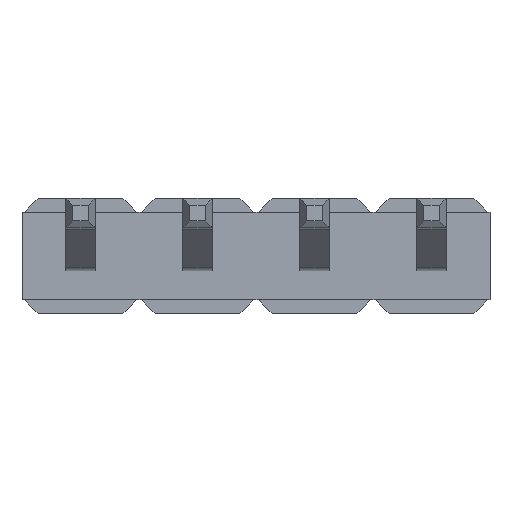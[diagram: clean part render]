
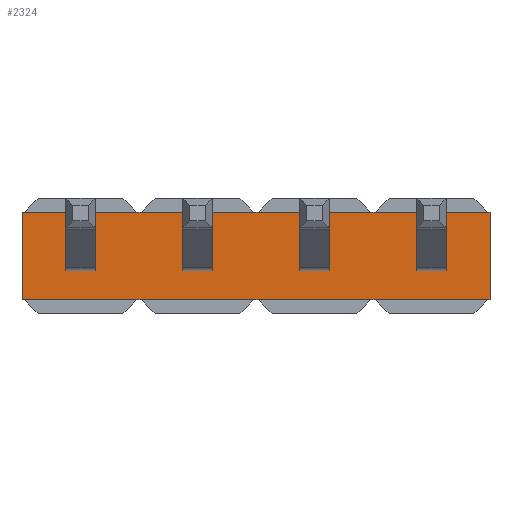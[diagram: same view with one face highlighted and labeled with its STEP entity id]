
A CAD part, front view. The second image highlights one B-rep face of the part: STEP entity #2324.
In plain terms, the highlighted planar face has unit normal (0, -1, 0).
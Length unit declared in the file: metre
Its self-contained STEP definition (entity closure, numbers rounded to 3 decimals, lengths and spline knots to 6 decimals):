
#92=ORIENTED_EDGE('',*,*,#719,.T.);
#93=ORIENTED_EDGE('',*,*,#720,.T.);
#94=ORIENTED_EDGE('',*,*,#721,.T.);
#95=ORIENTED_EDGE('',*,*,#722,.T.);
#96=ORIENTED_EDGE('',*,*,#723,.T.);
#97=ORIENTED_EDGE('',*,*,#724,.T.);
#98=ORIENTED_EDGE('',*,*,#725,.T.);
#99=ORIENTED_EDGE('',*,*,#726,.T.);
#100=ORIENTED_EDGE('',*,*,#727,.F.);
#101=ORIENTED_EDGE('',*,*,#728,.F.);
#102=ORIENTED_EDGE('',*,*,#729,.T.);
#103=ORIENTED_EDGE('',*,*,#730,.F.);
#104=ORIENTED_EDGE('',*,*,#731,.T.);
#105=ORIENTED_EDGE('',*,*,#732,.F.);
#106=ORIENTED_EDGE('',*,*,#733,.T.);
#107=ORIENTED_EDGE('',*,*,#734,.F.);
#108=ORIENTED_EDGE('',*,*,#735,.T.);
#109=ORIENTED_EDGE('',*,*,#736,.F.);
#110=ORIENTED_EDGE('',*,*,#737,.F.);
#111=ORIENTED_EDGE('',*,*,#738,.T.);
#112=ORIENTED_EDGE('',*,*,#739,.T.);
#113=ORIENTED_EDGE('',*,*,#740,.T.);
#114=ORIENTED_EDGE('',*,*,#741,.T.);
#115=ORIENTED_EDGE('',*,*,#742,.T.);
#116=ORIENTED_EDGE('',*,*,#743,.T.);
#117=ORIENTED_EDGE('',*,*,#744,.T.);
#118=ORIENTED_EDGE('',*,*,#745,.T.);
#119=ORIENTED_EDGE('',*,*,#746,.T.);
#120=ORIENTED_EDGE('',*,*,#712,.T.);
#121=ORIENTED_EDGE('',*,*,#718,.T.);
#122=ORIENTED_EDGE('',*,*,#716,.T.);
#123=ORIENTED_EDGE('',*,*,#714,.T.);
#124=ORIENTED_EDGE('',*,*,#747,.T.);
#125=ORIENTED_EDGE('',*,*,#748,.T.);
#126=ORIENTED_EDGE('',*,*,#749,.T.);
#127=ORIENTED_EDGE('',*,*,#750,.T.);
#712=EDGE_CURVE('',#1029,#1028,#1232,.T.);
#714=EDGE_CURVE('',#1030,#1029,#1234,.T.);
#716=EDGE_CURVE('',#1031,#1030,#1236,.T.);
#718=EDGE_CURVE('',#1028,#1031,#1238,.T.);
#719=EDGE_CURVE('',#1032,#1033,#1239,.T.);
#720=EDGE_CURVE('',#1033,#1034,#1240,.T.);
#721=EDGE_CURVE('',#1034,#1035,#1241,.T.);
#722=EDGE_CURVE('',#1035,#1036,#1242,.T.);
#723=EDGE_CURVE('',#1036,#1037,#1243,.T.);
#724=EDGE_CURVE('',#1037,#1038,#1244,.T.);
#725=EDGE_CURVE('',#1038,#1039,#1245,.T.);
#726=EDGE_CURVE('',#1039,#1040,#1246,.T.);
#727=EDGE_CURVE('',#1041,#1040,#1247,.T.);
#728=EDGE_CURVE('',#1042,#1041,#1248,.T.);
#729=EDGE_CURVE('',#1042,#1043,#1249,.T.);
#730=EDGE_CURVE('',#1012,#1043,#1250,.T.);
#731=EDGE_CURVE('',#1012,#1044,#1251,.T.);
#732=EDGE_CURVE('',#1045,#1044,#1252,.T.);
#733=EDGE_CURVE('',#1045,#1046,#1253,.T.);
#734=EDGE_CURVE('',#1047,#1046,#1254,.T.);
#735=EDGE_CURVE('',#1047,#1048,#1255,.T.);
#736=EDGE_CURVE('',#1049,#1048,#1256,.T.);
#737=EDGE_CURVE('',#1050,#1049,#1257,.T.);
#738=EDGE_CURVE('',#1050,#1032,#1258,.T.);
#739=EDGE_CURVE('',#1051,#1052,#1259,.T.);
#740=EDGE_CURVE('',#1052,#1053,#1260,.T.);
#741=EDGE_CURVE('',#1053,#1054,#1261,.T.);
#742=EDGE_CURVE('',#1054,#1051,#1262,.T.);
#743=EDGE_CURVE('',#1055,#1056,#1263,.T.);
#744=EDGE_CURVE('',#1056,#1057,#1264,.T.);
#745=EDGE_CURVE('',#1057,#1058,#1265,.T.);
#746=EDGE_CURVE('',#1058,#1055,#1266,.T.);
#747=EDGE_CURVE('',#1059,#1060,#1267,.T.);
#748=EDGE_CURVE('',#1060,#1061,#1268,.T.);
#749=EDGE_CURVE('',#1061,#1062,#1269,.T.);
#750=EDGE_CURVE('',#1062,#1059,#1270,.T.);
#1012=VERTEX_POINT('',#3820);
#1028=VERTEX_POINT('',#3859);
#1029=VERTEX_POINT('',#3861);
#1030=VERTEX_POINT('',#3865);
#1031=VERTEX_POINT('',#3869);
#1032=VERTEX_POINT('',#3875);
#1033=VERTEX_POINT('',#3876);
#1034=VERTEX_POINT('',#3878);
#1035=VERTEX_POINT('',#3880);
#1036=VERTEX_POINT('',#3882);
#1037=VERTEX_POINT('',#3884);
#1038=VERTEX_POINT('',#3886);
#1039=VERTEX_POINT('',#3888);
#1040=VERTEX_POINT('',#3890);
#1041=VERTEX_POINT('',#3892);
#1042=VERTEX_POINT('',#3894);
#1043=VERTEX_POINT('',#3896);
#1044=VERTEX_POINT('',#3899);
#1045=VERTEX_POINT('',#3901);
#1046=VERTEX_POINT('',#3903);
#1047=VERTEX_POINT('',#3905);
#1048=VERTEX_POINT('',#3907);
#1049=VERTEX_POINT('',#3909);
#1050=VERTEX_POINT('',#3911);
#1051=VERTEX_POINT('',#3914);
#1052=VERTEX_POINT('',#3915);
#1053=VERTEX_POINT('',#3917);
#1054=VERTEX_POINT('',#3919);
#1055=VERTEX_POINT('',#3922);
#1056=VERTEX_POINT('',#3923);
#1057=VERTEX_POINT('',#3925);
#1058=VERTEX_POINT('',#3927);
#1059=VERTEX_POINT('',#3930);
#1060=VERTEX_POINT('',#3931);
#1061=VERTEX_POINT('',#3933);
#1062=VERTEX_POINT('',#3935);
#1232=LINE('',#3860,#1544);
#1234=LINE('',#3864,#1546);
#1236=LINE('',#3868,#1548);
#1238=LINE('',#3872,#1550);
#1239=LINE('',#3874,#1551);
#1240=LINE('',#3877,#1552);
#1241=LINE('',#3879,#1553);
#1242=LINE('',#3881,#1554);
#1243=LINE('',#3883,#1555);
#1244=LINE('',#3885,#1556);
#1245=LINE('',#3887,#1557);
#1246=LINE('',#3889,#1558);
#1247=LINE('',#3891,#1559);
#1248=LINE('',#3893,#1560);
#1249=LINE('',#3895,#1561);
#1250=LINE('',#3897,#1562);
#1251=LINE('',#3898,#1563);
#1252=LINE('',#3900,#1564);
#1253=LINE('',#3902,#1565);
#1254=LINE('',#3904,#1566);
#1255=LINE('',#3906,#1567);
#1256=LINE('',#3908,#1568);
#1257=LINE('',#3910,#1569);
#1258=LINE('',#3912,#1570);
#1259=LINE('',#3913,#1571);
#1260=LINE('',#3916,#1572);
#1261=LINE('',#3918,#1573);
#1262=LINE('',#3920,#1574);
#1263=LINE('',#3921,#1575);
#1264=LINE('',#3924,#1576);
#1265=LINE('',#3926,#1577);
#1266=LINE('',#3928,#1578);
#1267=LINE('',#3929,#1579);
#1268=LINE('',#3932,#1580);
#1269=LINE('',#3934,#1581);
#1270=LINE('',#3936,#1582);
#1544=VECTOR('',#3255,1.);
#1546=VECTOR('',#3259,1.);
#1548=VECTOR('',#3263,1.);
#1550=VECTOR('',#3267,1.);
#1551=VECTOR('',#3270,1.);
#1552=VECTOR('',#3271,1.);
#1553=VECTOR('',#3272,1.);
#1554=VECTOR('',#3273,1.);
#1555=VECTOR('',#3274,1.);
#1556=VECTOR('',#3275,1.);
#1557=VECTOR('',#3276,1.);
#1558=VECTOR('',#3277,1.);
#1559=VECTOR('',#3278,1.);
#1560=VECTOR('',#3279,1.);
#1561=VECTOR('',#3280,1.);
#1562=VECTOR('',#3281,1.);
#1563=VECTOR('',#3282,1.);
#1564=VECTOR('',#3283,1.);
#1565=VECTOR('',#3284,1.);
#1566=VECTOR('',#3285,1.);
#1567=VECTOR('',#3286,1.);
#1568=VECTOR('',#3287,1.);
#1569=VECTOR('',#3288,1.);
#1570=VECTOR('',#3289,1.);
#1571=VECTOR('',#3290,1.);
#1572=VECTOR('',#3291,1.);
#1573=VECTOR('',#3292,1.);
#1574=VECTOR('',#3293,1.);
#1575=VECTOR('',#3294,1.);
#1576=VECTOR('',#3295,1.);
#1577=VECTOR('',#3296,1.);
#1578=VECTOR('',#3297,1.);
#1579=VECTOR('',#3298,1.);
#1580=VECTOR('',#3299,1.);
#1581=VECTOR('',#3300,1.);
#1582=VECTOR('',#3301,1.);
#1839=EDGE_LOOP('',(#92,#93,#94,#95,#96,#97,#98,#99,#100,#101,#102,#103,
#104,#105,#106,#107,#108,#109,#110,#111));
#1840=EDGE_LOOP('',(#112,#113,#114,#115));
#1841=EDGE_LOOP('',(#116,#117,#118,#119));
#1842=EDGE_LOOP('',(#120,#121,#122,#123));
#1843=EDGE_LOOP('',(#124,#125,#126,#127));
#1971=FACE_BOUND('',#1839,.T.);
#1972=FACE_BOUND('',#1840,.T.);
#1973=FACE_BOUND('',#1841,.T.);
#1974=FACE_BOUND('',#1842,.T.);
#1975=FACE_BOUND('',#1843,.T.);
#2102=PLANE('',#3088);
#2324=ADVANCED_FACE('',(#1971,#1972,#1973,#1974,#1975),#2102,.F.);
#3088=AXIS2_PLACEMENT_3D('',#3873,#3268,#3269);
#3255=DIRECTION('',(1.,0.,0.));
#3259=DIRECTION('',(0.,0.,1.));
#3263=DIRECTION('',(-1.,0.,0.));
#3267=DIRECTION('',(0.,0.,-1.));
#3268=DIRECTION('',(0.,1.,0.));
#3269=DIRECTION('',(0.,0.,1.));
#3270=DIRECTION('',(-1.,0.,0.));
#3271=DIRECTION('',(-1.,0.,0.));
#3272=DIRECTION('',(-1.,0.,0.));
#3273=DIRECTION('',(-1.,0.,0.));
#3274=DIRECTION('',(-1.,0.,0.));
#3275=DIRECTION('',(-1.,0.,0.));
#3276=DIRECTION('',(-1.,0.,0.));
#3277=DIRECTION('',(-1.,0.,0.));
#3278=DIRECTION('',(1.,0.,0.));
#3279=DIRECTION('',(0.,0.,1.));
#3280=DIRECTION('',(1.,0.,0.));
#3281=DIRECTION('',(-1.,0.,0.));
#3282=DIRECTION('',(1.,0.,0.));
#3283=DIRECTION('',(-1.,0.,0.));
#3284=DIRECTION('',(1.,0.,0.));
#3285=DIRECTION('',(-1.,0.,0.));
#3286=DIRECTION('',(1.,0.,0.));
#3287=DIRECTION('',(-1.,0.,0.));
#3288=DIRECTION('',(-1.,0.,0.));
#3289=DIRECTION('',(0.,0.,1.));
#3290=DIRECTION('',(1.,0.,0.));
#3291=DIRECTION('',(0.,0.,-1.));
#3292=DIRECTION('',(-1.,0.,0.));
#3293=DIRECTION('',(0.,0.,1.));
#3294=DIRECTION('',(1.,0.,0.));
#3295=DIRECTION('',(0.,0.,-1.));
#3296=DIRECTION('',(-1.,0.,0.));
#3297=DIRECTION('',(0.,0.,1.));
#3298=DIRECTION('',(1.,0.,0.));
#3299=DIRECTION('',(0.,0.,-1.));
#3300=DIRECTION('',(-1.,0.,0.));
#3301=DIRECTION('',(0.,0.,1.));
#3820=CARTESIAN_POINT('',(0.00122,-0.0005,0.0003));
#3859=CARTESIAN_POINT('',(0.00032,-0.0005,0.00157));
#3860=CARTESIAN_POINT('',(-0.00032,-0.0005,0.00157));
#3861=CARTESIAN_POINT('',(-0.00032,-0.0005,0.00157));
#3864=CARTESIAN_POINT('',(-0.00032,-0.0005,0.00093));
#3865=CARTESIAN_POINT('',(-0.00032,-0.0005,0.00093));
#3868=CARTESIAN_POINT('',(0.00032,-0.0005,0.00093));
#3869=CARTESIAN_POINT('',(0.00032,-0.0005,0.00093));
#3872=CARTESIAN_POINT('',(0.00032,-0.0005,0.00157));
#3873=CARTESIAN_POINT('',(0.00127,-0.0005,0.0003));
#3874=CARTESIAN_POINT('',(0.00127,-0.0005,0.0022));
#3875=CARTESIAN_POINT('',(0.00889,-0.0005,0.0022));
#3876=CARTESIAN_POINT('',(0.00884,-0.0005,0.0022));
#3877=CARTESIAN_POINT('',(0.00127,-0.0005,0.0022));
#3878=CARTESIAN_POINT('',(0.0064,-0.0005,0.0022));
#3879=CARTESIAN_POINT('',(0.00127,-0.0005,0.0022));
#3880=CARTESIAN_POINT('',(0.0063,-0.0005,0.0022));
#3881=CARTESIAN_POINT('',(0.00127,-0.0005,0.0022));
#3882=CARTESIAN_POINT('',(0.00386,-0.0005,0.0022));
#3883=CARTESIAN_POINT('',(0.00127,-0.0005,0.0022));
#3884=CARTESIAN_POINT('',(0.00376,-0.0005,0.0022));
#3885=CARTESIAN_POINT('',(0.00127,-0.0005,0.0022));
#3886=CARTESIAN_POINT('',(0.00132,-0.0005,0.0022));
#3887=CARTESIAN_POINT('',(0.00127,-0.0005,0.0022));
#3888=CARTESIAN_POINT('',(0.00122,-0.0005,0.0022));
#3889=CARTESIAN_POINT('',(0.00122,-0.0005,0.0022));
#3890=CARTESIAN_POINT('',(-0.00122,-0.0005,0.0022));
#3891=CARTESIAN_POINT('',(0.00127,-0.0005,0.0022));
#3892=CARTESIAN_POINT('',(-0.00127,-0.0005,0.0022));
#3893=CARTESIAN_POINT('',(-0.00127,-0.0005,0.0003));
#3894=CARTESIAN_POINT('',(-0.00127,-0.0005,0.0003));
#3895=CARTESIAN_POINT('',(0.00127,-0.0005,0.0003));
#3896=CARTESIAN_POINT('',(-0.00122,-0.0005,0.0003));
#3897=CARTESIAN_POINT('',(0.00122,-0.0005,0.0003));
#3898=CARTESIAN_POINT('',(0.00127,-0.0005,0.0003));
#3899=CARTESIAN_POINT('',(0.00132,-0.0005,0.0003));
#3900=CARTESIAN_POINT('',(0.00127,-0.0005,0.0003));
#3901=CARTESIAN_POINT('',(0.00376,-0.0005,0.0003));
#3902=CARTESIAN_POINT('',(0.00127,-0.0005,0.0003));
#3903=CARTESIAN_POINT('',(0.00386,-0.0005,0.0003));
#3904=CARTESIAN_POINT('',(0.00127,-0.0005,0.0003));
#3905=CARTESIAN_POINT('',(0.0063,-0.0005,0.0003));
#3906=CARTESIAN_POINT('',(0.00127,-0.0005,0.0003));
#3907=CARTESIAN_POINT('',(0.0064,-0.0005,0.0003));
#3908=CARTESIAN_POINT('',(0.00127,-0.0005,0.0003));
#3909=CARTESIAN_POINT('',(0.00884,-0.0005,0.0003));
#3910=CARTESIAN_POINT('',(0.00127,-0.0005,0.0003));
#3911=CARTESIAN_POINT('',(0.00889,-0.0005,0.0003));
#3912=CARTESIAN_POINT('',(0.00889,-0.0005,0.0003));
#3913=CARTESIAN_POINT('',(0.00127,-0.0005,0.00157));
#3914=CARTESIAN_POINT('',(0.00222,-0.0005,0.00157));
#3915=CARTESIAN_POINT('',(0.00286,-0.0005,0.00157));
#3916=CARTESIAN_POINT('',(0.00286,-0.0005,0.00157));
#3917=CARTESIAN_POINT('',(0.00286,-0.0005,0.00093));
#3918=CARTESIAN_POINT('',(0.00127,-0.0005,0.00093));
#3919=CARTESIAN_POINT('',(0.00222,-0.0005,0.00093));
#3920=CARTESIAN_POINT('',(0.00222,-0.0005,0.00093));
#3921=CARTESIAN_POINT('',(0.00127,-0.0005,0.00157));
#3922=CARTESIAN_POINT('',(0.00476,-0.0005,0.00157));
#3923=CARTESIAN_POINT('',(0.0054,-0.0005,0.00157));
#3924=CARTESIAN_POINT('',(0.0054,-0.0005,0.00157));
#3925=CARTESIAN_POINT('',(0.0054,-0.0005,0.00093));
#3926=CARTESIAN_POINT('',(0.00127,-0.0005,0.00093));
#3927=CARTESIAN_POINT('',(0.00476,-0.0005,0.00093));
#3928=CARTESIAN_POINT('',(0.00476,-0.0005,0.00093));
#3929=CARTESIAN_POINT('',(0.00127,-0.0005,0.00157));
#3930=CARTESIAN_POINT('',(0.0073,-0.0005,0.00157));
#3931=CARTESIAN_POINT('',(0.00794,-0.0005,0.00157));
#3932=CARTESIAN_POINT('',(0.00794,-0.0005,0.00157));
#3933=CARTESIAN_POINT('',(0.00794,-0.0005,0.00093));
#3934=CARTESIAN_POINT('',(0.00127,-0.0005,0.00093));
#3935=CARTESIAN_POINT('',(0.0073,-0.0005,0.00093));
#3936=CARTESIAN_POINT('',(0.0073,-0.0005,0.00093));
